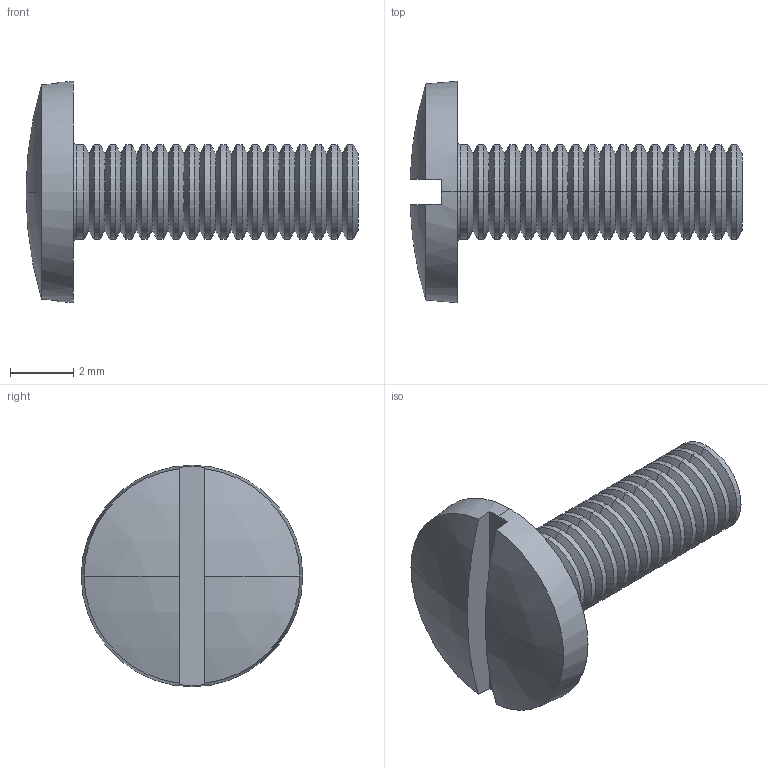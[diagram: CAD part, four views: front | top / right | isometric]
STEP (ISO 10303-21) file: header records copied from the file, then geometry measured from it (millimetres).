
FILE_DESCRIPTION (( 'STEP AP214' ), '1' );
FILE_NAME ('Zeroing Lever Adjuster Screw M3 x 9.STEP', '2025-07-06T08:34:24', ( '' ), ( '' ), 'SwSTEP 2.0', 'SolidWorks 2025', '' );
FILE_SCHEMA (( 'AUTOMOTIVE_DESIGN' ));
Length unit declared in the file: millimetre
Products named in the file (1): Zeroing Lever Adjuster Screw M3 x 9_KS 1021 BS- M3 x 8-S
Bounding box: 10.49 x 7 x 7 mm (x, y, z)
Volume: 98.8 mm3; surface area: 233.6 mm2
Topology: 1 solids, 1 shells, 119 faces, 242 edges, 126 vertices
Faces by surface type: cone 72, cylinder 36, plane 5, sphere 4, torus 2
Entity records: 3086 total; most frequent: DIRECTION 606, CARTESIAN_POINT 512, ORIENTED_EDGE 484, AXIS2_PLACEMENT_3D 248, EDGE_CURVE 242, CIRCLE 128, VERTEX_POINT 126, EDGE_LOOP 120
